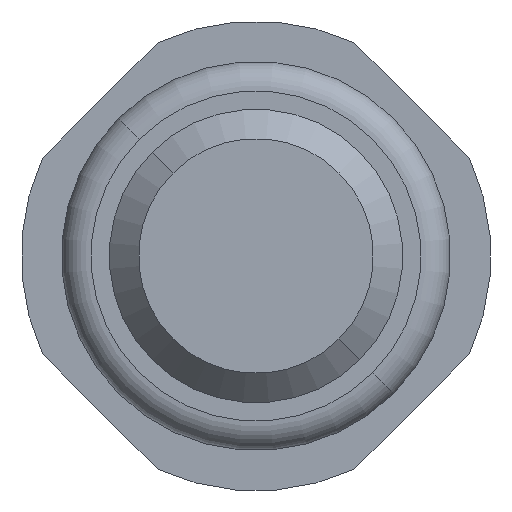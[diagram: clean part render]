
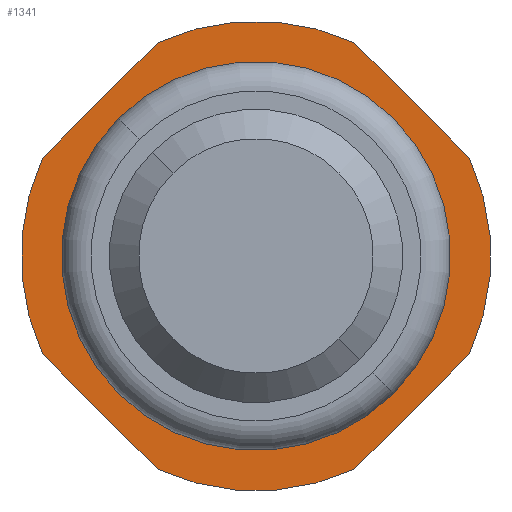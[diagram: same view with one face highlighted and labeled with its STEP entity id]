
A CAD part, front view. The second image highlights one B-rep face of the part: STEP entity #1341.
In plain terms, the highlighted planar face has unit normal (0, -1, 0).
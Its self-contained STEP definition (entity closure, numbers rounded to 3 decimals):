
#45 = EDGE_CURVE ( 'Defeature ausgef�hrt3_8+Defeature ausgef�hrt3_10+Defeature ausgef�hrt3_10+Defeature ausgef�hrt3_10', #1903, #155, #79, .T. ) ;
#79 = CIRCLE ( 'NONE', #1466, 1.325 ) ;
#87 = DIRECTION ( 'NONE',  ( 0., 1., 0. ) ) ;
#95 = CARTESIAN_POINT ( 'NONE',  ( 0.071, -2., 2.192 ) ) ;
#143 = VERTEX_POINT ( 'NONE', #1155 ) ;
#155 = VERTEX_POINT ( 'NONE', #1254 ) ;
#162 = DIRECTION ( 'NONE',  ( -0.707, 0., 0.707 ) ) ;
#204 = CARTESIAN_POINT ( 'NONE',  ( 0., -2., 0. ) ) ;
#259 = VECTOR ( 'NONE', #2719, 1000. ) ;
#272 = DIRECTION ( 'NONE',  ( 0., 1., 0. ) ) ;
#380 = VERTEX_POINT ( 'NONE', #2416 ) ;
#517 = CARTESIAN_POINT ( 'NONE',  ( 1.061, -2., 1.061 ) ) ;
#660 = AXIS2_PLACEMENT_3D ( 'NONE', #2905, #2556, #1799 ) ;
#662 = CIRCLE ( 'NONE', #1824, 1.6 ) ;
#671 = LINE ( 'NONE', #4745, #1024 ) ;
#696 = ORIENTED_EDGE ( 'NONE', *, *, #45, .T. ) ;
#702 = EDGE_CURVE ( 'Defeature ausgef�hrt3_7+Defeature ausgef�hrt3_8+Defeature ausgef�hrt3_12+Defeature ausgef�hrt3_13', #2943, #2239, #3774, .T. ) ;
#740 = DIRECTION ( 'NONE',  ( -0.707, 0., 0.707 ) ) ;
#760 = CARTESIAN_POINT ( 'NONE',  ( 1.454, -2., -0.667 ) ) ;
#805 = DIRECTION ( 'NONE',  ( -0.707, 0., 0.707 ) ) ;
#863 = EDGE_CURVE ( 'Defeature ausgef�hrt3_12+Defeature ausgef�hrt3_8+Defeature ausgef�hrt3_4+Defeature ausgef�hrt3_7', #3377, #2943, #2620, .T. ) ;
#882 = ORIENTED_EDGE ( 'NONE', *, *, #892, .T. ) ;
#887 = DIRECTION ( 'NONE',  ( -0.707, 0., 0.707 ) ) ;
#892 = EDGE_CURVE ( 'Defeature ausgef�hrt3_8+Defeature ausgef�hrt3_10+Defeature ausgef�hrt3_10+Defeature ausgef�hrt3_10', #155, #1903, #898, .T. ) ;
#898 = CIRCLE ( 'NONE', #2403, 1.325 ) ;
#945 = CIRCLE ( 'NONE', #3574, 1.6 ) ;
#964 = VECTOR ( 'NONE', #1197, 1000. ) ;
#1013 = AXIS2_PLACEMENT_3D ( 'NONE', #2685, #87, #887 ) ;
#1020 = EDGE_CURVE ( 'Defeature ausgef�hrt3_15+Defeature ausgef�hrt3_8+Defeature ausgef�hrt3_5+Defeature ausgef�hrt3_4', #143, #380, #2855, .T. ) ;
#1024 = VECTOR ( 'NONE', #2529, 1000. ) ;
#1035 = CARTESIAN_POINT ( 'NONE',  ( -1.454, -2., -0.667 ) ) ;
#1073 = VECTOR ( 'NONE', #4240, 1000. ) ;
#1104 = EDGE_LOOP ( 'NONE', ( #1336, #1161, #3340, #4496, #4530, #3449, #2567, #3268 ) ) ;
#1155 = CARTESIAN_POINT ( 'NONE',  ( 0.667, -2., 1.454 ) ) ;
#1161 = ORIENTED_EDGE ( 'NONE', *, *, #1352, .F. ) ;
#1197 = DIRECTION ( 'NONE',  ( 0.707, 0., 0.707 ) ) ;
#1254 = CARTESIAN_POINT ( 'NONE',  ( -0.937, -2., 0.937 ) ) ;
#1336 = ORIENTED_EDGE ( 'NONE', *, *, #1020, .F. ) ;
#1341 = ADVANCED_FACE ( 'Defeature ausgef�hrt3_8', ( #3607, #1930 ), #2958, .F. ) ;
#1352 = EDGE_CURVE ( 'Defeature ausgef�hrt3_5+Defeature ausgef�hrt3_8+Defeature ausgef�hrt3_14+Defeature ausgef�hrt3_15', #2007, #143, #662, .T. ) ;
#1413 = AXIS2_PLACEMENT_3D ( 'NONE', #204, #3162, #3886 ) ;
#1466 = AXIS2_PLACEMENT_3D ( 'NONE', #4405, #1859, #805 ) ;
#1624 = CARTESIAN_POINT ( 'NONE',  ( 0., -2., 0. ) ) ;
#1686 = CARTESIAN_POINT ( 'NONE',  ( 2.192, -2., 0.071 ) ) ;
#1799 = DIRECTION ( 'NONE',  ( -0.707, 0., 0.707 ) ) ;
#1803 = CARTESIAN_POINT ( 'NONE',  ( 0.937, -2., -0.937 ) ) ;
#1824 = AXIS2_PLACEMENT_3D ( 'NONE', #2974, #3650, #740 ) ;
#1856 = CARTESIAN_POINT ( 'NONE',  ( 0.667, -2., -1.454 ) ) ;
#1859 = DIRECTION ( 'NONE',  ( 0., 1., 0. ) ) ;
#1903 = VERTEX_POINT ( 'NONE', #1803 ) ;
#1930 = FACE_OUTER_BOUND ( 'NONE', #1104, .T. ) ;
#1943 = LINE ( 'NONE', #95, #964 ) ;
#2003 = DIRECTION ( 'NONE',  ( 0., 1., 0. ) ) ;
#2007 = VERTEX_POINT ( 'NONE', #3670 ) ;
#2011 = EDGE_CURVE ( 'Defeature ausgef�hrt3_13+Defeature ausgef�hrt3_8+Defeature ausgef�hrt3_7+Defeature ausgef�hrt3_6', #2239, #3695, #671, .T. ) ;
#2058 = DIRECTION ( 'NONE',  ( -0.707, 0., 0.707 ) ) ;
#2239 = VERTEX_POINT ( 'NONE', #4750 ) ;
#2403 = AXIS2_PLACEMENT_3D ( 'NONE', #1624, #2003, #162 ) ;
#2416 = CARTESIAN_POINT ( 'NONE',  ( 1.454, -2., 0.667 ) ) ;
#2455 = EDGE_CURVE ( 'Defeature ausgef�hrt3_14+Defeature ausgef�hrt3_8+Defeature ausgef�hrt3_6+Defeature ausgef�hrt3_5', #2644, #2007, #1943, .T. ) ;
#2529 = DIRECTION ( 'NONE',  ( -0.707, 0., 0.707 ) ) ;
#2556 = DIRECTION ( 'NONE',  ( 0., 1., 0. ) ) ;
#2567 = ORIENTED_EDGE ( 'NONE', *, *, #863, .F. ) ;
#2620 = LINE ( 'NONE', #1686, #1073 ) ;
#2644 = VERTEX_POINT ( 'NONE', #3233 ) ;
#2685 = CARTESIAN_POINT ( 'NONE',  ( 0., -2., 0. ) ) ;
#2719 = DIRECTION ( 'NONE',  ( 0.707, 0., -0.707 ) ) ;
#2855 = LINE ( 'NONE', #517, #259 ) ;
#2905 = CARTESIAN_POINT ( 'NONE',  ( 1.131, -2., 1.131 ) ) ;
#2908 = CIRCLE ( 'NONE', #1013, 1.6 ) ;
#2943 = VERTEX_POINT ( 'NONE', #1856 ) ;
#2958 = PLANE ( 'NONE',  #660 ) ;
#2974 = CARTESIAN_POINT ( 'NONE',  ( 0., -2., 0. ) ) ;
#3162 = DIRECTION ( 'NONE',  ( 0., 1., 0. ) ) ;
#3215 = CARTESIAN_POINT ( 'NONE',  ( 0., -2., 0. ) ) ;
#3233 = CARTESIAN_POINT ( 'NONE',  ( -1.454, -2., 0.667 ) ) ;
#3268 = ORIENTED_EDGE ( 'NONE', *, *, #4183, .F. ) ;
#3340 = ORIENTED_EDGE ( 'NONE', *, *, #2455, .F. ) ;
#3377 = VERTEX_POINT ( 'NONE', #760 ) ;
#3449 = ORIENTED_EDGE ( 'NONE', *, *, #702, .F. ) ;
#3574 = AXIS2_PLACEMENT_3D ( 'NONE', #3215, #272, #2058 ) ;
#3607 = FACE_BOUND ( 'NONE', #3754, .T. ) ;
#3650 = DIRECTION ( 'NONE',  ( 0., 1., 0. ) ) ;
#3670 = CARTESIAN_POINT ( 'NONE',  ( -0.667, -2., 1.454 ) ) ;
#3695 = VERTEX_POINT ( 'NONE', #1035 ) ;
#3754 = EDGE_LOOP ( 'NONE', ( #882, #696 ) ) ;
#3774 = CIRCLE ( 'NONE', #1413, 1.6 ) ;
#3886 = DIRECTION ( 'NONE',  ( -0.707, 0., 0.707 ) ) ;
#3999 = EDGE_CURVE ( 'Defeature ausgef�hrt3_6+Defeature ausgef�hrt3_8+Defeature ausgef�hrt3_13+Defeature ausgef�hrt3_14', #3695, #2644, #945, .T. ) ;
#4183 = EDGE_CURVE ( 'Defeature ausgef�hrt3_4+Defeature ausgef�hrt3_8+Defeature ausgef�hrt3_15+Defeature ausgef�hrt3_12', #380, #3377, #2908, .T. ) ;
#4240 = DIRECTION ( 'NONE',  ( -0.707, 0., -0.707 ) ) ;
#4405 = CARTESIAN_POINT ( 'NONE',  ( 0., -2., 0. ) ) ;
#4496 = ORIENTED_EDGE ( 'NONE', *, *, #3999, .F. ) ;
#4530 = ORIENTED_EDGE ( 'NONE', *, *, #2011, .F. ) ;
#4745 = CARTESIAN_POINT ( 'NONE',  ( -1.061, -2., -1.061 ) ) ;
#4750 = CARTESIAN_POINT ( 'NONE',  ( -0.667, -2., -1.454 ) ) ;
